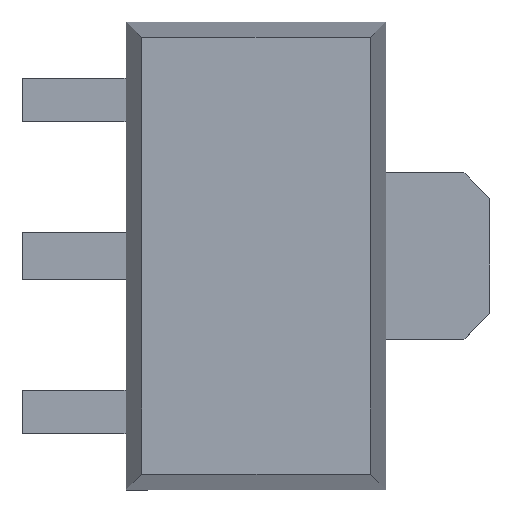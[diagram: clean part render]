
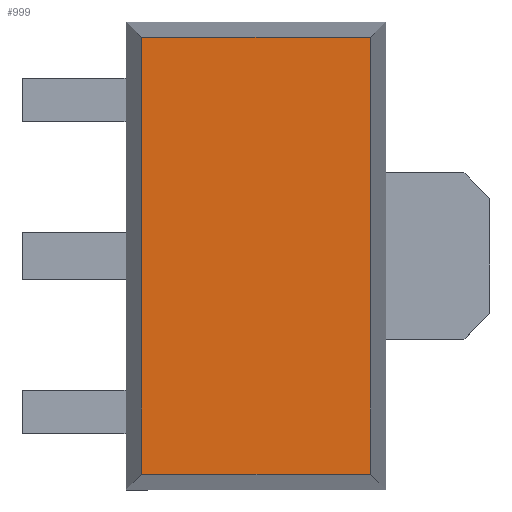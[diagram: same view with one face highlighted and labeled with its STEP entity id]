
A CAD part, top view. The second image highlights one B-rep face of the part: STEP entity #999.
In plain terms, the highlighted planar face has unit normal (0, 0, 1).
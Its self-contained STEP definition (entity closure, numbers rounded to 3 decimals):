
#869=CARTESIAN_POINT('',(1.1,-2.1,1.6));
#870=VERTEX_POINT('',#869);
#871=CARTESIAN_POINT('',(-1.1,-2.1,1.6));
#872=VERTEX_POINT('',#871);
#873=CARTESIAN_POINT('',(1.1,-2.1,1.6));
#874=DIRECTION('',(-1.0,0.0,0.0));
#875=VECTOR('',#874,2.2);
#876=LINE('',#873,#875);
#877=EDGE_CURVE('',#870,#872,#876,.T.);
#909=CARTESIAN_POINT('',(-1.1,2.1,1.6));
#910=VERTEX_POINT('',#909);
#911=CARTESIAN_POINT('',(-1.1,-2.1,1.6));
#912=DIRECTION('',(0.0,1.0,0.0));
#913=VECTOR('',#912,4.2);
#914=LINE('',#911,#913);
#915=EDGE_CURVE('',#872,#910,#914,.T.);
#940=CARTESIAN_POINT('',(1.1,2.1,1.6));
#941=VERTEX_POINT('',#940);
#942=CARTESIAN_POINT('',(-1.1,2.1,1.6));
#943=DIRECTION('',(1.0,0.0,0.0));
#944=VECTOR('',#943,2.2);
#945=LINE('',#942,#944);
#946=EDGE_CURVE('',#910,#941,#945,.T.);
#971=CARTESIAN_POINT('',(1.1,2.1,1.6));
#972=DIRECTION('',(0.0,-1.0,0.0));
#973=VECTOR('',#972,4.2);
#974=LINE('',#971,#973);
#975=EDGE_CURVE('',#941,#870,#974,.T.);
#988=CARTESIAN_POINT('',(0.,0.,1.6));
#989=DIRECTION('',(0.0,0.0,1.0));
#990=DIRECTION('',(0.0,-1.0,0.0));
#991=AXIS2_PLACEMENT_3D('',#988,#989,#990);
#992=PLANE('',#991);
#993=ORIENTED_EDGE('',*,*,#877,.F.);
#994=ORIENTED_EDGE('',*,*,#975,.F.);
#995=ORIENTED_EDGE('',*,*,#946,.F.);
#996=ORIENTED_EDGE('',*,*,#915,.F.);
#997=EDGE_LOOP('',(#993,#994,#995,#996));
#998=FACE_OUTER_BOUND('',#997,.T.);
#999=ADVANCED_FACE('',(#998),#992,.T.);
